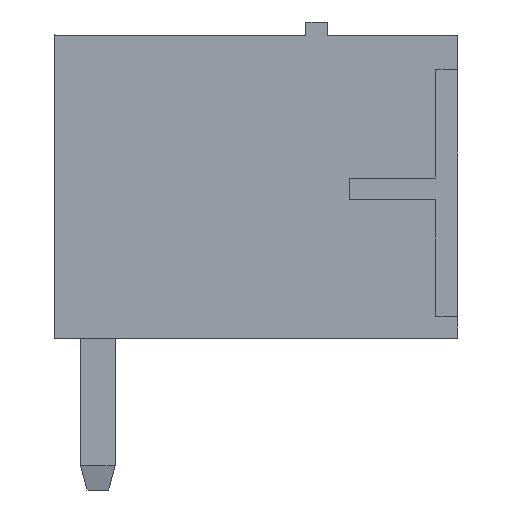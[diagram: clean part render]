
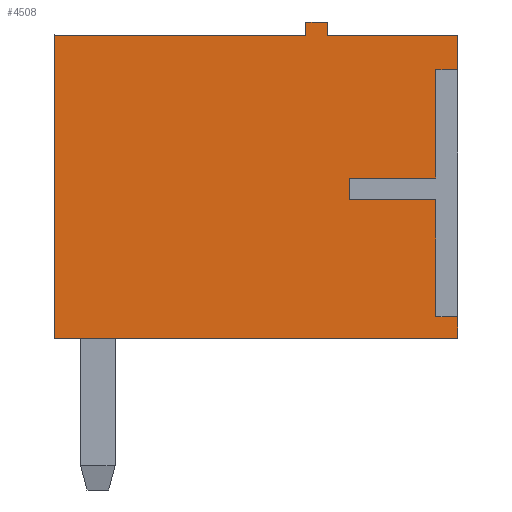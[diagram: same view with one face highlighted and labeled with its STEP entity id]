
A CAD part, left-side view. The second image highlights one B-rep face of the part: STEP entity #4508.
In plain terms, the highlighted planar face has unit normal (-1, 0, 0).
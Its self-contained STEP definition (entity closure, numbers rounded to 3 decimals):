
#234=FACE_OUTER_BOUND('',#485,.T.);
#485=EDGE_LOOP('',(#3604,#3605,#3606,#3607,#3608,#3609,#3610,#3611,#3612,
#3613,#3614,#3615,#3616,#3617,#3618,#3619));
#791=LINE('',#6402,#1378);
#805=LINE('',#6434,#1392);
#999=LINE('',#6850,#1586);
#1005=LINE('',#6862,#1592);
#1006=LINE('',#6865,#1593);
#1009=LINE('',#6871,#1596);
#1012=LINE('',#6877,#1599);
#1015=LINE('',#6883,#1602);
#1018=LINE('',#6888,#1605);
#1021=LINE('',#6894,#1608);
#1022=LINE('',#6896,#1609);
#1023=LINE('',#6898,#1610);
#1024=LINE('',#6900,#1611);
#1025=LINE('',#6901,#1612);
#1026=LINE('',#6902,#1613);
#1027=LINE('',#6903,#1614);
#1378=VECTOR('',#5246,5.8);
#1392=VECTOR('',#5268,9.3);
#1586=VECTOR('',#5624,2.7);
#1592=VECTOR('',#5632,2.5);
#1593=VECTOR('',#5635,0.5);
#1596=VECTOR('',#5640,0.5);
#1599=VECTOR('',#5645,2.);
#1602=VECTOR('',#5650,0.5);
#1605=VECTOR('',#5655,2.);
#1608=VECTOR('',#5662,0.8);
#1609=VECTOR('',#5663,3.);
#1610=VECTOR('',#5664,0.3);
#1611=VECTOR('',#5665,0.5);
#1612=VECTOR('',#5666,0.3);
#1613=VECTOR('',#5667,7.);
#1614=VECTOR('',#5668,0.5);
#1883=VERTEX_POINT('',#6395);
#1886=VERTEX_POINT('',#6400);
#1899=VERTEX_POINT('',#6431);
#1900=VERTEX_POINT('',#6433);
#2039=VERTEX_POINT('',#6846);
#2041=VERTEX_POINT('',#6849);
#2043=VERTEX_POINT('',#6855);
#2046=VERTEX_POINT('',#6860);
#2047=VERTEX_POINT('',#6864);
#2049=VERTEX_POINT('',#6870);
#2051=VERTEX_POINT('',#6876);
#2053=VERTEX_POINT('',#6882);
#2055=VERTEX_POINT('',#6893);
#2056=VERTEX_POINT('',#6895);
#2057=VERTEX_POINT('',#6897);
#2058=VERTEX_POINT('',#6899);
#2365=EDGE_CURVE('',#1886,#1883,#791,.T.);
#2379=EDGE_CURVE('',#1899,#1900,#805,.T.);
#2583=EDGE_CURVE('',#2041,#2039,#999,.T.);
#2589=EDGE_CURVE('',#2043,#2046,#1005,.T.);
#2590=EDGE_CURVE('',#2046,#2047,#1006,.T.);
#2593=EDGE_CURVE('',#2049,#2041,#1009,.T.);
#2596=EDGE_CURVE('',#2051,#2043,#1012,.T.);
#2599=EDGE_CURVE('',#2053,#2051,#1015,.T.);
#2602=EDGE_CURVE('',#2039,#2053,#1018,.T.);
#2605=EDGE_CURVE('',#2055,#2047,#1021,.T.);
#2606=EDGE_CURVE('',#2056,#2055,#1022,.T.);
#2607=EDGE_CURVE('',#2057,#2056,#1023,.T.);
#2608=EDGE_CURVE('',#2058,#2057,#1024,.T.);
#2609=EDGE_CURVE('',#1883,#2058,#1025,.T.);
#2610=EDGE_CURVE('',#1900,#1886,#1026,.T.);
#2611=EDGE_CURVE('',#2049,#1899,#1027,.T.);
#3604=ORIENTED_EDGE('',*,*,#2593,.T.);
#3605=ORIENTED_EDGE('',*,*,#2583,.T.);
#3606=ORIENTED_EDGE('',*,*,#2602,.T.);
#3607=ORIENTED_EDGE('',*,*,#2599,.T.);
#3608=ORIENTED_EDGE('',*,*,#2596,.T.);
#3609=ORIENTED_EDGE('',*,*,#2589,.T.);
#3610=ORIENTED_EDGE('',*,*,#2590,.T.);
#3611=ORIENTED_EDGE('',*,*,#2605,.F.);
#3612=ORIENTED_EDGE('',*,*,#2606,.F.);
#3613=ORIENTED_EDGE('',*,*,#2607,.F.);
#3614=ORIENTED_EDGE('',*,*,#2608,.F.);
#3615=ORIENTED_EDGE('',*,*,#2609,.F.);
#3616=ORIENTED_EDGE('',*,*,#2365,.F.);
#3617=ORIENTED_EDGE('',*,*,#2610,.F.);
#3618=ORIENTED_EDGE('',*,*,#2379,.F.);
#3619=ORIENTED_EDGE('',*,*,#2611,.F.);
#4091=PLANE('',#4752);
#4508=ADVANCED_FACE('',(#234),#4091,.T.);
#4752=AXIS2_PLACEMENT_3D('',#6892,#5660,#5661);
#5246=DIRECTION('',(0.,-1.,0.));
#5268=DIRECTION('',(0.,1.,0.));
#5624=DIRECTION('',(0.,0.,1.));
#5632=DIRECTION('',(0.,0.,1.));
#5635=DIRECTION('',(0.,-1.,0.));
#5640=DIRECTION('',(0.,1.,0.));
#5645=DIRECTION('',(0.,-1.,0.));
#5650=DIRECTION('',(0.,0.,1.));
#5655=DIRECTION('',(0.,1.,0.));
#5660=DIRECTION('center_axis',(-1.,0.,0.));
#5661=DIRECTION('ref_axis',(0.,0.,-1.));
#5662=DIRECTION('',(0.,0.,-1.));
#5663=DIRECTION('',(0.,-1.,0.));
#5664=DIRECTION('',(0.,0.,-1.));
#5665=DIRECTION('',(0.,-1.,0.));
#5666=DIRECTION('',(0.,0.,1.));
#5667=DIRECTION('',(0.,0.,1.));
#5668=DIRECTION('',(0.,0.,-1.));
#6395=CARTESIAN_POINT('',(-4.16,-4.8,7.));
#6400=CARTESIAN_POINT('',(-4.16,1.,7.));
#6402=CARTESIAN_POINT('',(-4.16,-0.5,7.));
#6431=CARTESIAN_POINT('',(-4.16,-8.3,0.));
#6433=CARTESIAN_POINT('',(-4.16,1.,0.));
#6434=CARTESIAN_POINT('',(-4.16,-0.5,0.));
#6846=CARTESIAN_POINT('',(-4.16,-7.8,3.2));
#6849=CARTESIAN_POINT('',(-4.16,-7.8,0.5));
#6850=CARTESIAN_POINT('',(-4.16,-7.8,3.75));
#6855=CARTESIAN_POINT('',(-4.16,-7.8,3.7));
#6860=CARTESIAN_POINT('',(-4.16,-7.8,6.2));
#6862=CARTESIAN_POINT('',(-4.16,-7.8,3.75));
#6864=CARTESIAN_POINT('',(-4.16,-8.3,6.2));
#6865=CARTESIAN_POINT('',(-4.16,-4.15,6.2));
#6870=CARTESIAN_POINT('',(-4.16,-8.3,0.5));
#6871=CARTESIAN_POINT('',(-4.16,-4.4,0.5));
#6876=CARTESIAN_POINT('',(-4.16,-5.8,3.7));
#6877=CARTESIAN_POINT('',(-4.16,-3.15,3.7));
#6882=CARTESIAN_POINT('',(-4.16,-5.8,3.2));
#6883=CARTESIAN_POINT('',(-4.16,-5.8,5.1));
#6888=CARTESIAN_POINT('',(-4.16,-4.15,3.2));
#6892=CARTESIAN_POINT('Origin',(-4.16,-0.5,7.));
#6893=CARTESIAN_POINT('',(-4.16,-8.3,7.));
#6894=CARTESIAN_POINT('',(-4.16,-8.3,7.));
#6895=CARTESIAN_POINT('',(-4.16,-5.3,7.));
#6896=CARTESIAN_POINT('',(-4.16,-0.5,7.));
#6897=CARTESIAN_POINT('',(-4.16,-5.3,7.3));
#6898=CARTESIAN_POINT('',(-4.16,-5.3,6.95));
#6899=CARTESIAN_POINT('',(-4.16,-4.8,7.3));
#6900=CARTESIAN_POINT('',(-4.16,-4.475,7.3));
#6901=CARTESIAN_POINT('',(-4.16,-4.8,7.1));
#6902=CARTESIAN_POINT('',(-4.16,1.,0.));
#6903=CARTESIAN_POINT('',(-4.16,-8.3,7.));
